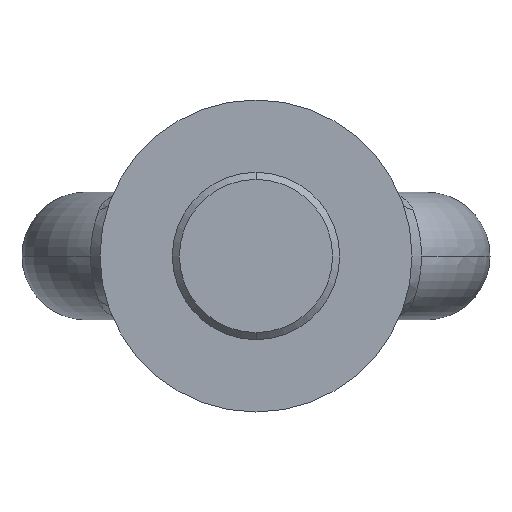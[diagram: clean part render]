
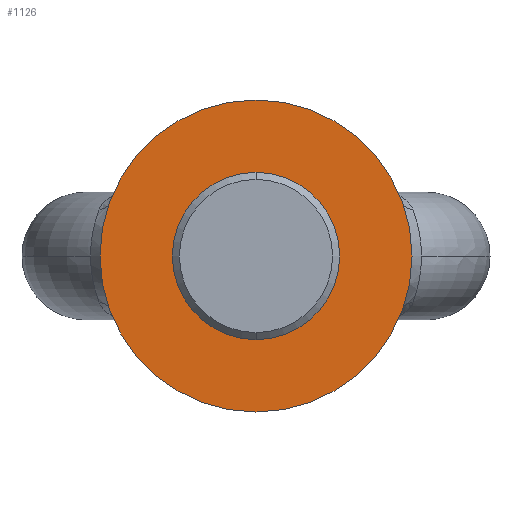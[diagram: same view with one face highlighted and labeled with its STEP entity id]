
A CAD part, front view. The second image highlights one B-rep face of the part: STEP entity #1126.
In plain terms, the highlighted planar face has unit normal (0, -1, 0).
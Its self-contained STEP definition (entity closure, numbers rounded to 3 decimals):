
#16 = CARTESIAN_POINT ( 'NONE',  ( 0., -20., 0. ) ) ;
#21 = DIRECTION ( 'NONE',  ( 0., 1., 0. ) ) ;
#90 = DIRECTION ( 'NONE',  ( 0., 0., 1. ) ) ;
#152 = AXIS2_PLACEMENT_3D ( 'NONE', #897, #522, #668 ) ;
#184 = CIRCLE ( 'NONE', #424, 11. ) ;
#203 = DIRECTION ( 'NONE',  ( 0., -1., 0. ) ) ;
#216 = DIRECTION ( 'NONE',  ( 0., 0., 1. ) ) ;
#235 = CIRCLE ( 'NONE', #152, 5.9 ) ;
#424 = AXIS2_PLACEMENT_3D ( 'NONE', #16, #885, #519 ) ;
#428 = EDGE_CURVE ( 'NONE', #482, #1355, #1405, .T. ) ;
#482 = VERTEX_POINT ( 'NONE', #814 ) ;
#499 = FACE_BOUND ( 'NONE', #1196, .T. ) ;
#519 = DIRECTION ( 'NONE',  ( 0., 0., 1. ) ) ;
#522 = DIRECTION ( 'NONE',  ( 0., -1., 0. ) ) ;
#623 = AXIS2_PLACEMENT_3D ( 'NONE', #1065, #203, #90 ) ;
#624 = PLANE ( 'NONE',  #1477 ) ;
#632 = CARTESIAN_POINT ( 'NONE',  ( 0., -20., 0. ) ) ;
#648 = DIRECTION ( 'NONE',  ( 0., 0., 1. ) ) ;
#668 = DIRECTION ( 'NONE',  ( 0., 0., 1. ) ) ;
#768 = EDGE_LOOP ( 'NONE', ( #1241, #1281 ) ) ;
#799 = VERTEX_POINT ( 'NONE', #945 ) ;
#814 = CARTESIAN_POINT ( 'NONE',  ( 0., -20., 5.9 ) ) ;
#851 = VERTEX_POINT ( 'NONE', #1051 ) ;
#853 = FACE_OUTER_BOUND ( 'NONE', #768, .T. ) ;
#885 = DIRECTION ( 'NONE',  ( 0., 1., 0. ) ) ;
#897 = CARTESIAN_POINT ( 'NONE',  ( 0., -20., 0. ) ) ;
#945 = CARTESIAN_POINT ( 'NONE',  ( 0., -20., -11. ) ) ;
#1008 = AXIS2_PLACEMENT_3D ( 'NONE', #1330, #1082, #216 ) ;
#1051 = CARTESIAN_POINT ( 'NONE',  ( 0., -20., 11. ) ) ;
#1065 = CARTESIAN_POINT ( 'NONE',  ( 0., -20., 0. ) ) ;
#1082 = DIRECTION ( 'NONE',  ( 0., 1., 0. ) ) ;
#1126 = ADVANCED_FACE ( 'NONE', ( #853, #499 ), #624, .F. ) ;
#1196 = EDGE_LOOP ( 'NONE', ( #1378, #1326 ) ) ;
#1218 = EDGE_CURVE ( 'NONE', #851, #799, #184, .T. ) ;
#1241 = ORIENTED_EDGE ( 'NONE', *, *, #1218, .F. ) ;
#1281 = ORIENTED_EDGE ( 'NONE', *, *, #1461, .F. ) ;
#1298 = CARTESIAN_POINT ( 'NONE',  ( 0., -20., -5.9 ) ) ;
#1326 = ORIENTED_EDGE ( 'NONE', *, *, #1493, .F. ) ;
#1330 = CARTESIAN_POINT ( 'NONE',  ( 0., -20., 0. ) ) ;
#1355 = VERTEX_POINT ( 'NONE', #1298 ) ;
#1362 = CIRCLE ( 'NONE', #1008, 11. ) ;
#1378 = ORIENTED_EDGE ( 'NONE', *, *, #428, .F. ) ;
#1405 = CIRCLE ( 'NONE', #623, 5.9 ) ;
#1461 = EDGE_CURVE ( 'NONE', #799, #851, #1362, .T. ) ;
#1477 = AXIS2_PLACEMENT_3D ( 'NONE', #632, #21, #648 ) ;
#1493 = EDGE_CURVE ( 'NONE', #1355, #482, #235, .T. ) ;
